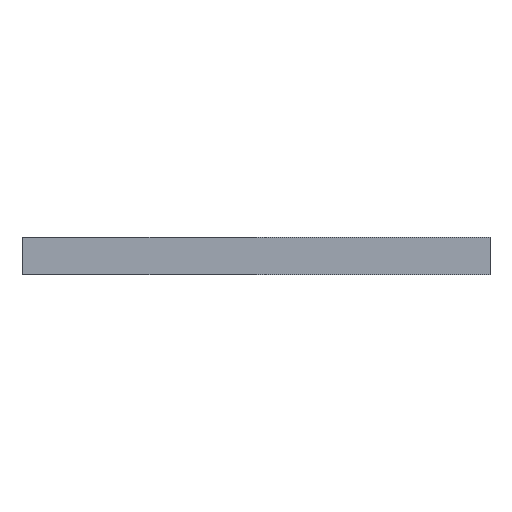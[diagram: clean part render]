
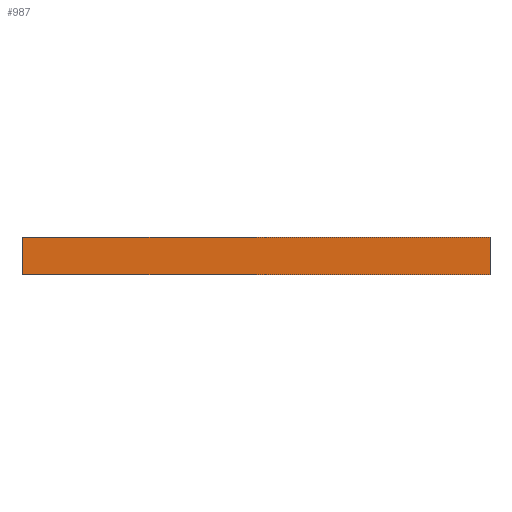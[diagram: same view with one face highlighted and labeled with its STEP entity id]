
A CAD part, front view. The second image highlights one B-rep face of the part: STEP entity #987.
In plain terms, the highlighted planar face has unit normal (0, -1, 0).
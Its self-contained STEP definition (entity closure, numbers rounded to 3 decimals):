
#6 = LINE ( 'NONE', #623, #850 ) ;
#13 = VERTEX_POINT ( 'NONE', #179 ) ;
#101 = PLANE ( 'NONE',  #1013 ) ;
#167 = LINE ( 'NONE', #456, #358 ) ;
#179 = CARTESIAN_POINT ( 'NONE',  ( -37., -20., 0. ) ) ;
#181 = ORIENTED_EDGE ( 'NONE', *, *, #441, .F. ) ;
#242 = CARTESIAN_POINT ( 'NONE',  ( 57., -20., 0. ) ) ;
#339 = CARTESIAN_POINT ( 'NONE',  ( -37., -20., 7.5 ) ) ;
#343 = DIRECTION ( 'NONE',  ( 0., 0., -1. ) ) ;
#358 = VECTOR ( 'NONE', #546, 1000. ) ;
#404 = CARTESIAN_POINT ( 'NONE',  ( 57., -20., 0. ) ) ;
#441 = EDGE_CURVE ( 'NONE', #550, #679, #167, .T. ) ;
#456 = CARTESIAN_POINT ( 'NONE',  ( 10., -20., 7.5 ) ) ;
#464 = LINE ( 'NONE', #582, #861 ) ;
#540 = DIRECTION ( 'NONE',  ( 0., 0., -1. ) ) ;
#546 = DIRECTION ( 'NONE',  ( 1., 0., 0. ) ) ;
#549 = FACE_OUTER_BOUND ( 'NONE', #722, .T. ) ;
#550 = VERTEX_POINT ( 'NONE', #339 ) ;
#582 = CARTESIAN_POINT ( 'NONE',  ( -37., -20., 0. ) ) ;
#602 = ORIENTED_EDGE ( 'NONE', *, *, #894, .T. ) ;
#613 = EDGE_CURVE ( 'NONE', #679, #782, #910, .T. ) ;
#623 = CARTESIAN_POINT ( 'NONE',  ( -37., -20., 0. ) ) ;
#633 = CARTESIAN_POINT ( 'NONE',  ( 57., -20., 7.5 ) ) ;
#639 = EDGE_CURVE ( 'NONE', #13, #782, #464, .T. ) ;
#657 = DIRECTION ( 'NONE',  ( 1., 0., 0. ) ) ;
#679 = VERTEX_POINT ( 'NONE', #633 ) ;
#717 = VECTOR ( 'NONE', #993, 1000. ) ;
#722 = EDGE_LOOP ( 'NONE', ( #181, #602, #756, #824 ) ) ;
#756 = ORIENTED_EDGE ( 'NONE', *, *, #639, .T. ) ;
#782 = VERTEX_POINT ( 'NONE', #242 ) ;
#824 = ORIENTED_EDGE ( 'NONE', *, *, #613, .F. ) ;
#846 = DIRECTION ( 'NONE',  ( 0., -1., 0. ) ) ;
#850 = VECTOR ( 'NONE', #540, 1000. ) ;
#861 = VECTOR ( 'NONE', #657, 1000. ) ;
#894 = EDGE_CURVE ( 'NONE', #550, #13, #6, .T. ) ;
#910 = LINE ( 'NONE', #404, #717 ) ;
#919 = CARTESIAN_POINT ( 'NONE',  ( -37., -20., 0. ) ) ;
#987 = ADVANCED_FACE ( 'NONE', ( #549 ), #101, .T. ) ;
#993 = DIRECTION ( 'NONE',  ( 0., 0., -1. ) ) ;
#1013 = AXIS2_PLACEMENT_3D ( 'NONE', #919, #846, #343 ) ;
